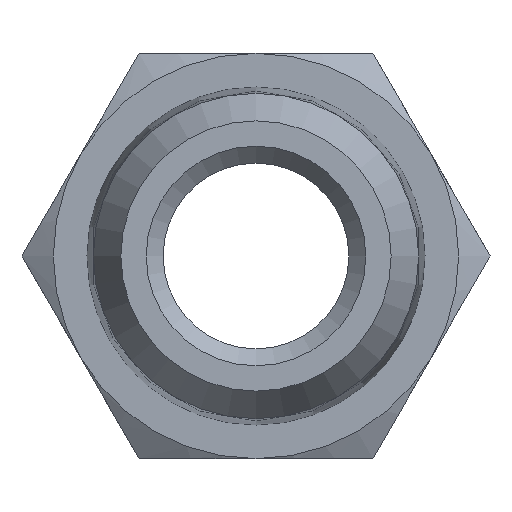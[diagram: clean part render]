
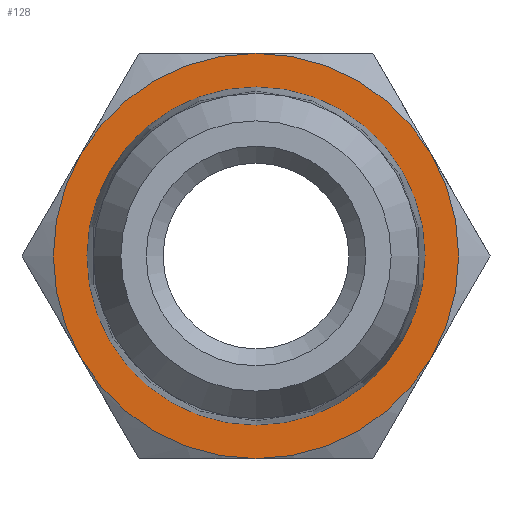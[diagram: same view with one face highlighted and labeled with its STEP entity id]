
A CAD part, front view. The second image highlights one B-rep face of the part: STEP entity #128.
In plain terms, the highlighted planar face has unit normal (0, -1, 0).
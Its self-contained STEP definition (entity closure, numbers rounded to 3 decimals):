
#2 = EDGE_CURVE ( 'NONE', #612, #718, #590, .T. ) ;
#8 = EDGE_CURVE ( 'NONE', #831, #823, #581, .T. ) ;
#10 = EDGE_CURVE ( 'NONE', #804, #804, #564, .T. ) ;
#29 = EDGE_CURVE ( 'NONE', #712, #831, #704, .T. ) ;
#85 = AXIS2_PLACEMENT_3D ( 'NONE', #231, #472, #263 ) ;
#87 = AXIS2_PLACEMENT_3D ( 'NONE', #287, #183, #193 ) ;
#89 = AXIS2_PLACEMENT_3D ( 'NONE', #441, #444, #280 ) ;
#91 = AXIS2_PLACEMENT_3D ( 'NONE', #172, #158, #157 ) ;
#96 = AXIS2_PLACEMENT_3D ( 'NONE', #442, #341, #340 ) ;
#105 = EDGE_CURVE ( 'NONE', #614, #712, #703, .T. ) ;
#112 = EDGE_CURVE ( 'NONE', #823, #612, #697, .T. ) ;
#116 = EDGE_CURVE ( 'NONE', #718, #614, #568, .T. ) ;
#117 = AXIS2_PLACEMENT_3D ( 'NONE', #259, #254, #255 ) ;
#122 = AXIS2_PLACEMENT_3D ( 'NONE', #221, #216, #217 ) ;
#124 = AXIS2_PLACEMENT_3D ( 'NONE', #202, #203, #198 ) ;
#128 = ADVANCED_FACE ( 'NONE', ( #695, #692 ), #260, .T. ) ;
#157 = DIRECTION ( 'NONE',  ( 0., 0., -1. ) ) ;
#158 = DIRECTION ( 'NONE',  ( 0., -1., 0. ) ) ;
#172 = CARTESIAN_POINT ( 'NONE',  ( 0., 7.5, 0. ) ) ;
#183 = DIRECTION ( 'NONE',  ( 0., -1., 0. ) ) ;
#193 = DIRECTION ( 'NONE',  ( 0., 0., -1. ) ) ;
#198 = DIRECTION ( 'NONE',  ( 0., 0., -1. ) ) ;
#202 = CARTESIAN_POINT ( 'NONE',  ( 0., 7.5, 0. ) ) ;
#203 = DIRECTION ( 'NONE',  ( 0., -1., 0. ) ) ;
#216 = DIRECTION ( 'NONE',  ( 0., -1., 0. ) ) ;
#217 = DIRECTION ( 'NONE',  ( 0., 0., -1. ) ) ;
#221 = CARTESIAN_POINT ( 'NONE',  ( 0., 7.5, 0. ) ) ;
#231 = CARTESIAN_POINT ( 'NONE',  ( 6., 7.5, 0. ) ) ;
#254 = DIRECTION ( 'NONE',  ( 0., -1., 0. ) ) ;
#255 = DIRECTION ( 'NONE',  ( 0., 0., -1. ) ) ;
#259 = CARTESIAN_POINT ( 'NONE',  ( 0., 7.5, 0. ) ) ;
#260 = PLANE ( 'NONE',  #85 ) ;
#263 = DIRECTION ( 'NONE',  ( 0., 0., -1. ) ) ;
#280 = DIRECTION ( 'NONE',  ( 0., 0., -1. ) ) ;
#287 = CARTESIAN_POINT ( 'NONE',  ( 0., 7.5, 0. ) ) ;
#340 = DIRECTION ( 'NONE',  ( 0., 0., -1. ) ) ;
#341 = DIRECTION ( 'NONE',  ( 0., -1., 0. ) ) ;
#345 = CARTESIAN_POINT ( 'NONE',  ( 5.196, 7.5, -3. ) ) ;
#346 = CARTESIAN_POINT ( 'NONE',  ( -5.196, 7.5, -3. ) ) ;
#390 = CARTESIAN_POINT ( 'NONE',  ( 0., 7.5, 6. ) ) ;
#441 = CARTESIAN_POINT ( 'NONE',  ( 0., 7.5, 0. ) ) ;
#442 = CARTESIAN_POINT ( 'NONE',  ( 0., 7.5, 0. ) ) ;
#444 = DIRECTION ( 'NONE',  ( 0., -1., 0. ) ) ;
#472 = DIRECTION ( 'NONE',  ( 0., -1., 0. ) ) ;
#523 = CARTESIAN_POINT ( 'NONE',  ( 0., 7.5, -5.005 ) ) ;
#530 = CARTESIAN_POINT ( 'NONE',  ( -5.196, 7.5, 3. ) ) ;
#533 = CARTESIAN_POINT ( 'NONE',  ( 5.196, 7.5, 3. ) ) ;
#537 = CARTESIAN_POINT ( 'NONE',  ( 0., 7.5, -6. ) ) ;
#564 = CIRCLE ( 'NONE', #124, 5.005 ) ;
#568 = CIRCLE ( 'NONE', #87, 6. ) ;
#581 = CIRCLE ( 'NONE', #122, 6. ) ;
#590 = CIRCLE ( 'NONE', #117, 6. ) ;
#612 = VERTEX_POINT ( 'NONE', #345 ) ;
#614 = VERTEX_POINT ( 'NONE', #390 ) ;
#665 = EDGE_LOOP ( 'NONE', ( #776 ) ) ;
#689 = ORIENTED_EDGE ( 'NONE', *, *, #112, .T. ) ;
#692 = FACE_BOUND ( 'NONE', #665, .T. ) ;
#695 = FACE_OUTER_BOUND ( 'NONE', #736, .T. ) ;
#697 = CIRCLE ( 'NONE', #89, 6. ) ;
#703 = CIRCLE ( 'NONE', #91, 6. ) ;
#704 = CIRCLE ( 'NONE', #96, 6. ) ;
#712 = VERTEX_POINT ( 'NONE', #530 ) ;
#718 = VERTEX_POINT ( 'NONE', #533 ) ;
#736 = EDGE_LOOP ( 'NONE', ( #689, #755, #767, #749, #773, #761 ) ) ;
#749 = ORIENTED_EDGE ( 'NONE', *, *, #105, .T. ) ;
#755 = ORIENTED_EDGE ( 'NONE', *, *, #2, .T. ) ;
#761 = ORIENTED_EDGE ( 'NONE', *, *, #8, .T. ) ;
#767 = ORIENTED_EDGE ( 'NONE', *, *, #116, .T. ) ;
#773 = ORIENTED_EDGE ( 'NONE', *, *, #29, .T. ) ;
#776 = ORIENTED_EDGE ( 'NONE', *, *, #10, .F. ) ;
#804 = VERTEX_POINT ( 'NONE', #523 ) ;
#823 = VERTEX_POINT ( 'NONE', #537 ) ;
#831 = VERTEX_POINT ( 'NONE', #346 ) ;
